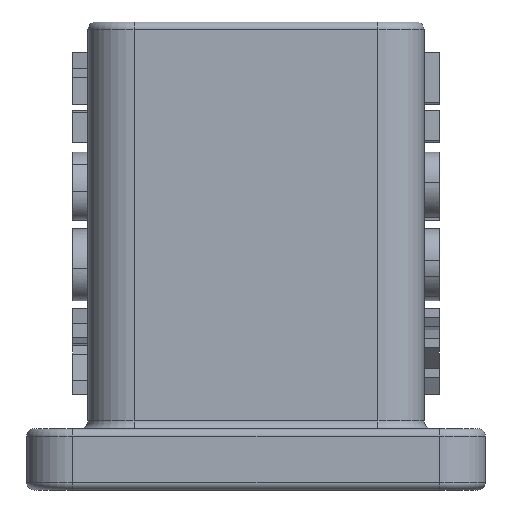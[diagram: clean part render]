
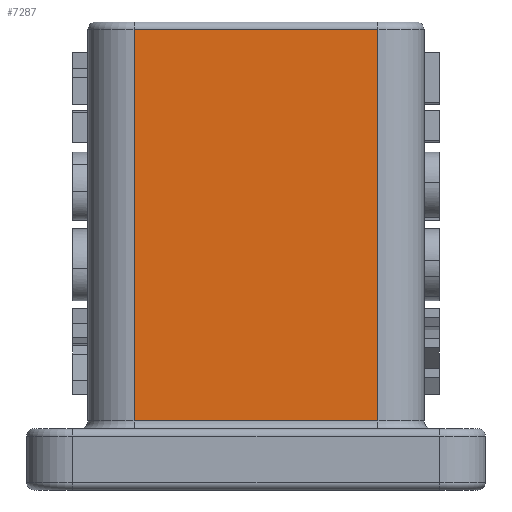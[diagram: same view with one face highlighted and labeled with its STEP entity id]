
A CAD part, left-side view. The second image highlights one B-rep face of the part: STEP entity #7287.
In plain terms, the highlighted planar face has unit normal (-1, 0, 0).
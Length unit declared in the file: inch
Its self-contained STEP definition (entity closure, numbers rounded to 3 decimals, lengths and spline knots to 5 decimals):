
#105 = FACE_OUTER_BOUND ( 'NONE', #7335, .T. ) ;
#268 = PLANE ( 'NONE',  #388 ) ;
#271 = DIRECTION ( 'NONE',  ( -1., 0., 0. ) ) ;
#272 = CARTESIAN_POINT ( 'NONE',  ( -0.1305, -0.04, -0.265 ) ) ;
#323 = LINE ( 'NONE', #434, #433 ) ;
#365 = CARTESIAN_POINT ( 'NONE',  ( -0.1305, 0.149, -0.005 ) ) ;
#388 = AXIS2_PLACEMENT_3D ( 'NONE', #272, #271, #391 ) ;
#391 = DIRECTION ( 'NONE',  ( 0., 0., 1. ) ) ;
#393 = CARTESIAN_POINT ( 'NONE',  ( -0.1305, 0.149, -0.26 ) ) ;
#432 = DIRECTION ( 'NONE',  ( 0., -1., 0. ) ) ;
#433 = VECTOR ( 'NONE', #432, 39.37008 ) ;
#434 = CARTESIAN_POINT ( 'NONE',  ( -0.1305, -0.01, -0.26 ) ) ;
#459 = CARTESIAN_POINT ( 'NONE',  ( -0.1305, -0.01, -0.005 ) ) ;
#470 = CARTESIAN_POINT ( 'NONE',  ( -0.1305, -0.01, -0.26 ) ) ;
#478 = DIRECTION ( 'NONE',  ( 0., 0., 1. ) ) ;
#479 = VECTOR ( 'NONE', #478, 39.37008 ) ;
#480 = CARTESIAN_POINT ( 'NONE',  ( -0.1305, -0.01, -0.265 ) ) ;
#483 = DIRECTION ( 'NONE',  ( 0., 0., -1. ) ) ;
#484 = VECTOR ( 'NONE', #483, 39.37008 ) ;
#500 = LINE ( 'NONE', #661, #484 ) ;
#661 = CARTESIAN_POINT ( 'NONE',  ( -0.1305, 0.149, -0.265 ) ) ;
#675 = LINE ( 'NONE', #480, #479 ) ;
#685 = DIRECTION ( 'NONE',  ( 0., 1., 0. ) ) ;
#686 = VECTOR ( 'NONE', #685, 39.37008 ) ;
#690 = CARTESIAN_POINT ( 'NONE',  ( -0.1305, -0.04, -0.005 ) ) ;
#691 = LINE ( 'NONE', #690, #686 ) ;
#7220 = EDGE_CURVE ( 'NONE', #7291, #7333, #323, .T. ) ;
#7287 = ADVANCED_FACE ( 'NONE', ( #105 ), #268, .T. ) ;
#7288 = ORIENTED_EDGE ( 'NONE', *, *, #7320, .T. ) ;
#7289 = VERTEX_POINT ( 'NONE', #365 ) ;
#7291 = VERTEX_POINT ( 'NONE', #393 ) ;
#7320 = EDGE_CURVE ( 'NONE', #7289, #7291, #500, .T. ) ;
#7321 = EDGE_CURVE ( 'NONE', #7333, #7334, #675, .T. ) ;
#7333 = VERTEX_POINT ( 'NONE', #470 ) ;
#7334 = VERTEX_POINT ( 'NONE', #459 ) ;
#7335 = EDGE_LOOP ( 'NONE', ( #7288, #7409, #7425, #7406 ) ) ;
#7403 = EDGE_CURVE ( 'NONE', #7334, #7289, #691, .T. ) ;
#7406 = ORIENTED_EDGE ( 'NONE', *, *, #7403, .T. ) ;
#7409 = ORIENTED_EDGE ( 'NONE', *, *, #7220, .T. ) ;
#7425 = ORIENTED_EDGE ( 'NONE', *, *, #7321, .T. ) ;
